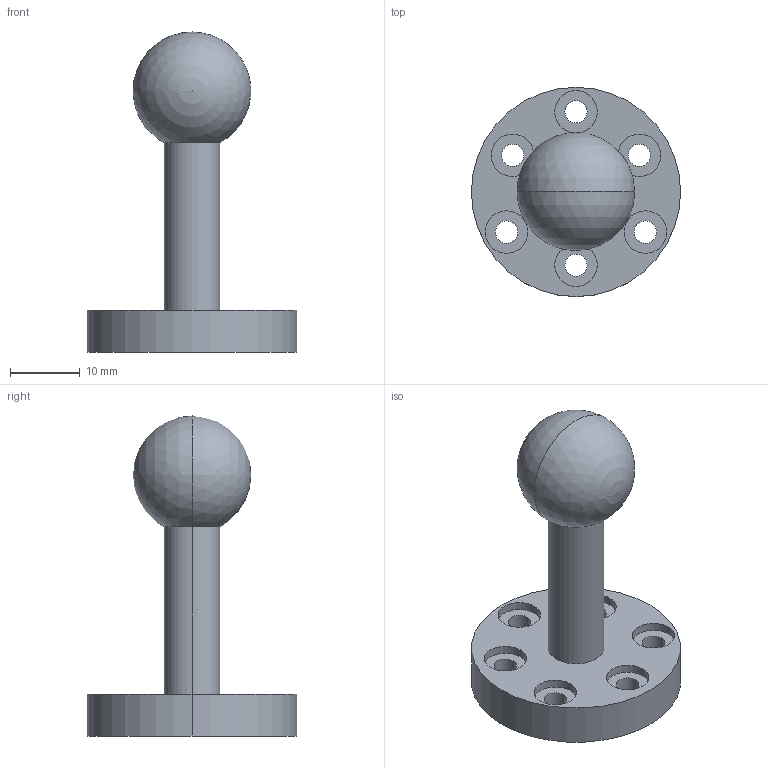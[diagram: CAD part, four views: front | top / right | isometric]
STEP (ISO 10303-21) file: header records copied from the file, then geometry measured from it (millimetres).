
FILE_DESCRIPTION (( 'STEP AP214' ), '1' );
FILE_NAME ('忒儂標撿.step', '2025-07-05T23:20:58', ( '' ), ( '' ), 'SwSTEP 2.0', 'SolidWorks 2022', '' );
FILE_SCHEMA (( 'AUTOMOTIVE_DESIGN' ));
Length unit declared in the file: millimetre
Products named in the file (1): 手机夹具
Bounding box: 30 x 30 x 45.9 mm (x, y, z)
Volume: 7507.3 mm3; surface area: 3707.1 mm2
Topology: 1 solids, 1 shells, 38 faces, 91 edges, 60 vertices
Faces by surface type: cylinder 28, plane 8, sphere 2
Entity records: 1158 total; most frequent: DIRECTION 222, CARTESIAN_POINT 182, ORIENTED_EDGE 172, AXIS2_PLACEMENT_3D 97, EDGE_CURVE 86, CIRCLE 58, EDGE_LOOP 57, VERTEX_POINT 57
